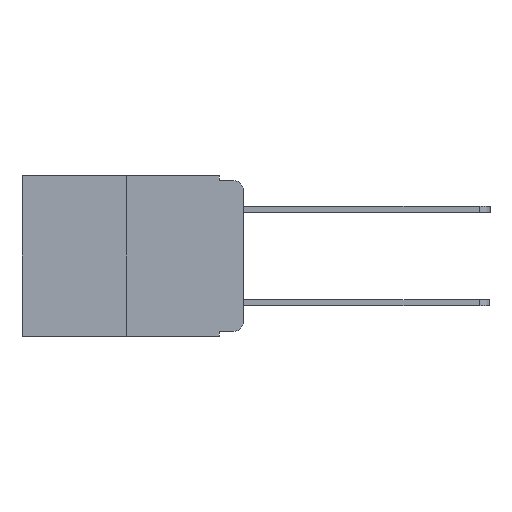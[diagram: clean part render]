
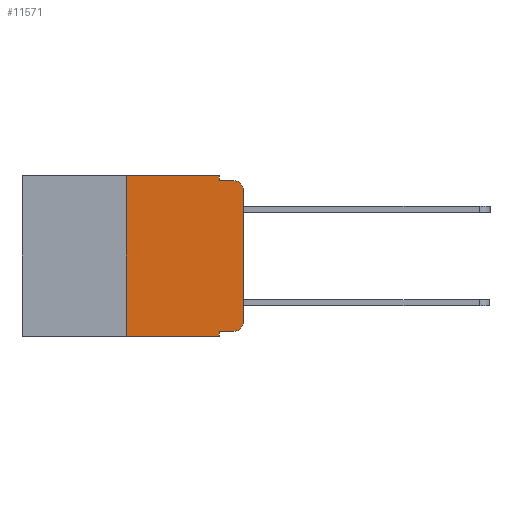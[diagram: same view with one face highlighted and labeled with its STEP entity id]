
A CAD part, left-side view. The second image highlights one B-rep face of the part: STEP entity #11571.
In plain terms, the highlighted planar face has unit normal (-1, 0, 0).
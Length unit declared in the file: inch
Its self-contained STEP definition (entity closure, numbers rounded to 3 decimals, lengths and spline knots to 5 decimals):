
#2 = LINE ( 'NONE', #1067, #4561 ) ;
#93 = LINE ( 'NONE', #6193, #5260 ) ;
#108 = DIRECTION ( 'NONE',  ( 0., 0., -1. ) ) ;
#259 = LINE ( 'NONE', #11873, #5418 ) ;
#339 = VERTEX_POINT ( 'NONE', #836 ) ;
#660 = CARTESIAN_POINT ( 'NONE',  ( 0., 0.25, -0.343 ) ) ;
#781 = CARTESIAN_POINT ( 'NONE',  ( 0., 0.051, -0.333 ) ) ;
#836 = CARTESIAN_POINT ( 'NONE',  ( 0., 0.051, -0.343 ) ) ;
#1067 = CARTESIAN_POINT ( 'NONE',  ( 0., 0.051, 0. ) ) ;
#1159 = LINE ( 'NONE', #6218, #10994 ) ;
#1185 = EDGE_CURVE ( 'NONE', #5044, #11621, #93, .T. ) ;
#1243 = CARTESIAN_POINT ( 'NONE',  ( 0., 0., -0.313 ) ) ;
#1277 = DIRECTION ( 'NONE',  ( 0., 0., -1. ) ) ;
#1304 = LINE ( 'NONE', #781, #10845 ) ;
#1499 = LINE ( 'NONE', #9220, #3795 ) ;
#1547 = LINE ( 'NONE', #7092, #9223 ) ;
#1874 = EDGE_CURVE ( 'NONE', #2355, #5044, #12209, .T. ) ;
#1878 = ORIENTED_EDGE ( 'NONE', *, *, #12168, .T. ) ;
#1995 = FACE_OUTER_BOUND ( 'NONE', #7023, .T. ) ;
#2038 = CARTESIAN_POINT ( 'NONE',  ( 0., 0., -0.03 ) ) ;
#2075 = CARTESIAN_POINT ( 'NONE',  ( 0., 0.02, -0.333 ) ) ;
#2355 = VERTEX_POINT ( 'NONE', #660 ) ;
#2474 = EDGE_CURVE ( 'NONE', #10830, #4119, #6141, .T. ) ;
#2710 = DIRECTION ( 'NONE',  ( 0., -1., 0. ) ) ;
#3410 = AXIS2_PLACEMENT_3D ( 'NONE', #10126, #11022, #5412 ) ;
#3492 = CARTESIAN_POINT ( 'NONE',  ( 0., 0.02, -0.313 ) ) ;
#3493 = DIRECTION ( 'NONE',  ( 0., 0., 1. ) ) ;
#3795 = VECTOR ( 'NONE', #3493, 39.37008 ) ;
#3966 = CARTESIAN_POINT ( 'NONE',  ( 0., 0.25, 0. ) ) ;
#4119 = VERTEX_POINT ( 'NONE', #6488 ) ;
#4476 = DIRECTION ( 'NONE',  ( 0., 0., -1. ) ) ;
#4561 = VECTOR ( 'NONE', #108, 39.37008 ) ;
#4786 = VECTOR ( 'NONE', #7534, 39.37008 ) ;
#5044 = VERTEX_POINT ( 'NONE', #3966 ) ;
#5063 = EDGE_CURVE ( 'NONE', #11621, #6074, #2, .T. ) ;
#5260 = VECTOR ( 'NONE', #12116, 39.37008 ) ;
#5339 = EDGE_CURVE ( 'NONE', #11988, #10830, #1499, .T. ) ;
#5363 = DIRECTION ( 'NONE',  ( 0., -1., 0. ) ) ;
#5410 = DIRECTION ( 'NONE',  ( -1., 0., 0. ) ) ;
#5411 = DIRECTION ( 'NONE',  ( 0., 0., -1. ) ) ;
#5412 = DIRECTION ( 'NONE',  ( 0., 0., -1. ) ) ;
#5418 = VECTOR ( 'NONE', #5363, 39.37008 ) ;
#5535 = CARTESIAN_POINT ( 'NONE',  ( 0., 0.02, -0.03 ) ) ;
#6074 = VERTEX_POINT ( 'NONE', #8721 ) ;
#6141 = CIRCLE ( 'NONE', #10569, 0.02 ) ;
#6185 = AXIS2_PLACEMENT_3D ( 'NONE', #3492, #10150, #4476 ) ;
#6193 = CARTESIAN_POINT ( 'NONE',  ( 0., 0.473, 0. ) ) ;
#6218 = CARTESIAN_POINT ( 'NONE',  ( 0., 0.051, -0.01 ) ) ;
#6488 = CARTESIAN_POINT ( 'NONE',  ( 0., 0.02, -0.01 ) ) ;
#7016 = CIRCLE ( 'NONE', #6185, 0.02 ) ;
#7023 = EDGE_LOOP ( 'NONE', ( #8535, #9342, #9439, #9531, #9617, #9741, #10445, #11508, #11828, #1878 ) ) ;
#7092 = CARTESIAN_POINT ( 'NONE',  ( 0., 0.051, 0. ) ) ;
#7473 = EDGE_CURVE ( 'NONE', #6074, #4119, #1159, .T. ) ;
#7534 = DIRECTION ( 'NONE',  ( 0., 0., 1. ) ) ;
#7568 = EDGE_CURVE ( 'NONE', #2355, #339, #259, .T. ) ;
#8502 = CARTESIAN_POINT ( 'NONE',  ( 0., 0.25, 0. ) ) ;
#8535 = ORIENTED_EDGE ( 'NONE', *, *, #5339, .T. ) ;
#8721 = CARTESIAN_POINT ( 'NONE',  ( 0., 0.051, -0.01 ) ) ;
#9063 = DIRECTION ( 'NONE',  ( 0., -1., 0. ) ) ;
#9193 = PLANE ( 'NONE',  #3410 ) ;
#9220 = CARTESIAN_POINT ( 'NONE',  ( 0., 0., 0. ) ) ;
#9223 = VECTOR ( 'NONE', #1277, 39.37008 ) ;
#9342 = ORIENTED_EDGE ( 'NONE', *, *, #2474, .T. ) ;
#9439 = ORIENTED_EDGE ( 'NONE', *, *, #7473, .F. ) ;
#9531 = ORIENTED_EDGE ( 'NONE', *, *, #5063, .F. ) ;
#9617 = ORIENTED_EDGE ( 'NONE', *, *, #1185, .F. ) ;
#9741 = ORIENTED_EDGE ( 'NONE', *, *, #1874, .F. ) ;
#9864 = EDGE_CURVE ( 'NONE', #11193, #339, #1547, .T. ) ;
#10126 = CARTESIAN_POINT ( 'NONE',  ( 0., 0.473, 0. ) ) ;
#10150 = DIRECTION ( 'NONE',  ( -1., 0., 0. ) ) ;
#10158 = EDGE_CURVE ( 'NONE', #11193, #10878, #1304, .T. ) ;
#10277 = CARTESIAN_POINT ( 'NONE',  ( 0., 0.051, -0.333 ) ) ;
#10445 = ORIENTED_EDGE ( 'NONE', *, *, #7568, .T. ) ;
#10569 = AXIS2_PLACEMENT_3D ( 'NONE', #5535, #5410, #5411 ) ;
#10830 = VERTEX_POINT ( 'NONE', #2038 ) ;
#10845 = VECTOR ( 'NONE', #2710, 39.37008 ) ;
#10878 = VERTEX_POINT ( 'NONE', #2075 ) ;
#10994 = VECTOR ( 'NONE', #9063, 39.37008 ) ;
#11022 = DIRECTION ( 'NONE',  ( 1., 0., 0. ) ) ;
#11061 = CARTESIAN_POINT ( 'NONE',  ( 0., 0.051, 0. ) ) ;
#11193 = VERTEX_POINT ( 'NONE', #10277 ) ;
#11508 = ORIENTED_EDGE ( 'NONE', *, *, #9864, .F. ) ;
#11571 = ADVANCED_FACE ( 'NONE', ( #1995 ), #9193, .F. ) ;
#11621 = VERTEX_POINT ( 'NONE', #11061 ) ;
#11828 = ORIENTED_EDGE ( 'NONE', *, *, #10158, .T. ) ;
#11873 = CARTESIAN_POINT ( 'NONE',  ( 0., 0.473, -0.343 ) ) ;
#11988 = VERTEX_POINT ( 'NONE', #1243 ) ;
#12116 = DIRECTION ( 'NONE',  ( 0., -1., 0. ) ) ;
#12168 = EDGE_CURVE ( 'NONE', #10878, #11988, #7016, .T. ) ;
#12209 = LINE ( 'NONE', #8502, #4786 ) ;
